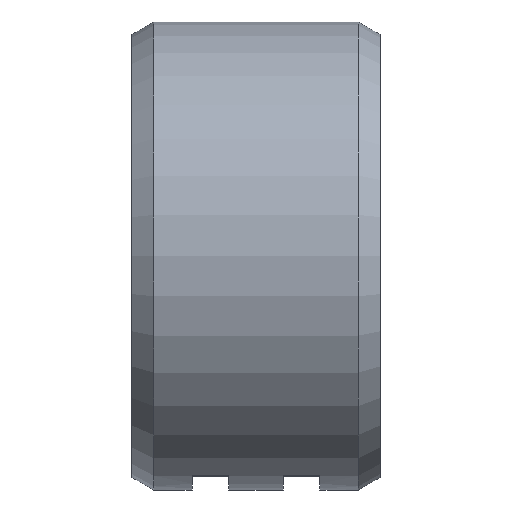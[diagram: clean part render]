
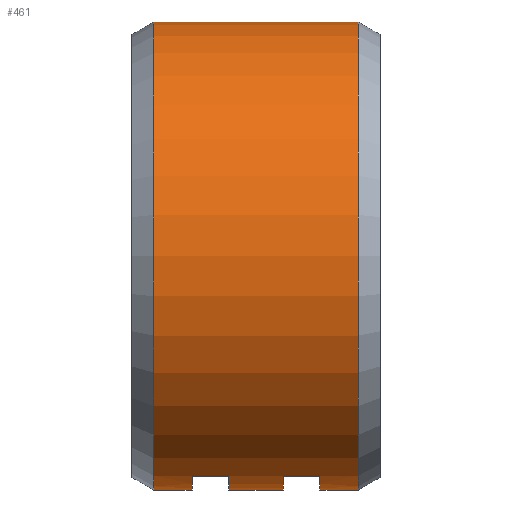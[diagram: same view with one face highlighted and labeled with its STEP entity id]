
A CAD part, top view. The second image highlights one B-rep face of the part: STEP entity #461.
In plain terms, the highlighted cylindrical face has radius 457.5 mm (diameter 915 mm), a partial arc.
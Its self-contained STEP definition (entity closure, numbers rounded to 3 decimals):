
#237 = EDGE_CURVE( '', #501, #473, #645, .T. );
#239 = EDGE_CURVE( '', #341, #335, #647, .T. );
#249 = EDGE_CURVE( '', #419, #465, #658, .T. );
#273 = EDGE_CURVE( '', #335, #389, #687, .T. );
#279 = EDGE_CURVE( '', #551, #543, #694, .T. );
#291 = EDGE_CURVE( '', #543, #435, #706, .T. );
#311 = EDGE_CURVE( '', #389, #419, #730, .T. );
#327 = EDGE_CURVE( '', #501, #377, #746, .T. );
#335 = VERTEX_POINT( '', #754 );
#341 = VERTEX_POINT( '', #761 );
#343 = EDGE_CURVE( '', #475, #551, #763, .T. );
#345 = EDGE_CURVE( '', #465, #475, #765, .T. );
#355 = EDGE_CURVE( '', #435, #377, #775, .T. );
#377 = VERTEX_POINT( '', #800 );
#389 = VERTEX_POINT( '', #813 );
#419 = VERTEX_POINT( '', #844 );
#435 = VERTEX_POINT( '', #862 );
#461 = ADVANCED_FACE( '', ( #889 ), #890, .T. );
#465 = VERTEX_POINT( '', #894 );
#473 = VERTEX_POINT( '', #902 );
#475 = VERTEX_POINT( '', #904 );
#501 = VERTEX_POINT( '', #931 );
#541 = EDGE_CURVE( '', #473, #341, #973, .T. );
#543 = VERTEX_POINT( '', #975 );
#551 = VERTEX_POINT( '', #984 );
#645 = LINE( '', #1089, #1090 );
#647 = LINE( '', #1093, #1094 );
#658 = CIRCLE( '', #1109, 457.5 );
#687 = CIRCLE( '', #1146, 457.5 );
#694 = LINE( '', #1154, #1155 );
#706 = CIRCLE( '', #1172, 457.5 );
#730 = LINE( '', #1204, #1205 );
#746 = CIRCLE( '', #1225, 457.5 );
#754 = CARTESIAN_POINT( '', ( -53.571, -430.05, 156.087 ) );
#761 = CARTESIAN_POINT( '', ( -125., -430.05, 156.087 ) );
#763 = CIRCLE( '', #1249, 457.5 );
#765 = LINE( '', #1252, #1253 );
#775 = LINE( '', #1269, #1270 );
#800 = CARTESIAN_POINT( '', ( -200., 457.5, 0. ) );
#813 = CARTESIAN_POINT( '', ( -53.571, -457.5, 0. ) );
#844 = CARTESIAN_POINT( '', ( 53.571, -457.5, 0. ) );
#862 = CARTESIAN_POINT( '', ( 200., 457.5, 0. ) );
#889 = FACE_OUTER_BOUND( '', #1424, .T. );
#890 = CYLINDRICAL_SURFACE( '', #1425, 457.5 );
#894 = CARTESIAN_POINT( '', ( 53.571, -430.05, 156.087 ) );
#902 = CARTESIAN_POINT( '', ( -125., -457.5, 0. ) );
#904 = CARTESIAN_POINT( '', ( 125., -430.05, 156.087 ) );
#931 = CARTESIAN_POINT( '', ( -200., -457.5, 0. ) );
#973 = CIRCLE( '', #1540, 457.5 );
#975 = CARTESIAN_POINT( '', ( 200., -457.5, 0. ) );
#984 = CARTESIAN_POINT( '', ( 125., -457.5, 0. ) );
#1089 = CARTESIAN_POINT( '', ( 0., -457.5, 0. ) );
#1090 = VECTOR( '', #1664, 1. );
#1093 = CARTESIAN_POINT( '', ( -89.286, -430.05, 156.087 ) );
#1094 = VECTOR( '', #1665, 1. );
#1109 = AXIS2_PLACEMENT_3D( '', #1683, #1684, #1685 );
#1146 = AXIS2_PLACEMENT_3D( '', #1740, #1741, #1742 );
#1154 = CARTESIAN_POINT( '', ( 0., -457.5, 0. ) );
#1155 = VECTOR( '', #1752, 1. );
#1172 = AXIS2_PLACEMENT_3D( '', #1760, #1761, #1762 );
#1204 = CARTESIAN_POINT( '', ( 0., -457.5, 0. ) );
#1205 = VECTOR( '', #1804, 1. );
#1225 = AXIS2_PLACEMENT_3D( '', #1814, #1815, #1816 );
#1249 = AXIS2_PLACEMENT_3D( '', #1829, #1830, #1831 );
#1252 = CARTESIAN_POINT( '', ( 89.286, -430.05, 156.087 ) );
#1253 = VECTOR( '', #1832, 1. );
#1269 = CARTESIAN_POINT( '', ( 0., 457.5, 0. ) );
#1270 = VECTOR( '', #1843, 1. );
#1424 = EDGE_LOOP( '', ( #1949, #1950, #1951, #1952, #1953, #1954, #1955, #1956, #1957, #1958, #1959, #1960 ) );
#1425 = AXIS2_PLACEMENT_3D( '', #1961, #1962, #1963 );
#1540 = AXIS2_PLACEMENT_3D( '', #2025, #2026, #2027 );
#1664 = DIRECTION( '', ( 1., 0., 0. ) );
#1665 = DIRECTION( '', ( 1., 0., 0. ) );
#1683 = CARTESIAN_POINT( '', ( 53.571, 0., 0. ) );
#1684 = DIRECTION( '', ( -1., 0., 0. ) );
#1685 = DIRECTION( '', ( 0., 1., 0. ) );
#1740 = CARTESIAN_POINT( '', ( -53.571, 0., 0. ) );
#1741 = DIRECTION( '', ( 1., 0., 0. ) );
#1742 = DIRECTION( '', ( 0., 1., 0. ) );
#1752 = DIRECTION( '', ( 1., 0., 0. ) );
#1760 = CARTESIAN_POINT( '', ( 200., 0., 0. ) );
#1761 = DIRECTION( '', ( -1., 0., 0. ) );
#1762 = DIRECTION( '', ( 0., 1., 0. ) );
#1804 = DIRECTION( '', ( 1., 0., 0. ) );
#1814 = CARTESIAN_POINT( '', ( -200., 0., 0. ) );
#1815 = DIRECTION( '', ( -1., 0., 0. ) );
#1816 = DIRECTION( '', ( 0., 1., 0. ) );
#1829 = CARTESIAN_POINT( '', ( 125., 0., 0. ) );
#1830 = DIRECTION( '', ( 1., 0., 0. ) );
#1831 = DIRECTION( '', ( 0., 1., 0. ) );
#1832 = DIRECTION( '', ( 1., 0., 0. ) );
#1843 = DIRECTION( '', ( -1., 0., 0. ) );
#1949 = ORIENTED_EDGE( '', *, *, #355, .T. );
#1950 = ORIENTED_EDGE( '', *, *, #327, .F. );
#1951 = ORIENTED_EDGE( '', *, *, #237, .T. );
#1952 = ORIENTED_EDGE( '', *, *, #541, .T. );
#1953 = ORIENTED_EDGE( '', *, *, #239, .T. );
#1954 = ORIENTED_EDGE( '', *, *, #273, .T. );
#1955 = ORIENTED_EDGE( '', *, *, #311, .T. );
#1956 = ORIENTED_EDGE( '', *, *, #249, .T. );
#1957 = ORIENTED_EDGE( '', *, *, #345, .T. );
#1958 = ORIENTED_EDGE( '', *, *, #343, .T. );
#1959 = ORIENTED_EDGE( '', *, *, #279, .T. );
#1960 = ORIENTED_EDGE( '', *, *, #291, .T. );
#1961 = CARTESIAN_POINT( '', ( 0., 0., 0. ) );
#1962 = DIRECTION( '', ( 1., 0., 0. ) );
#1963 = DIRECTION( '', ( 0., 1., 0. ) );
#2025 = CARTESIAN_POINT( '', ( -125., 0., 0. ) );
#2026 = DIRECTION( '', ( -1., 0., 0. ) );
#2027 = DIRECTION( '', ( 0., 1., 0. ) );
